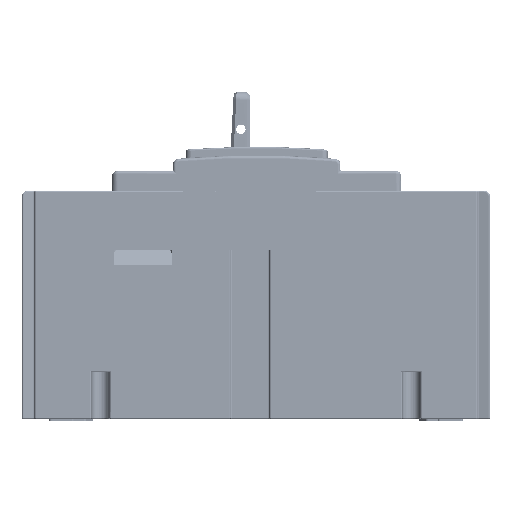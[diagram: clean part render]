
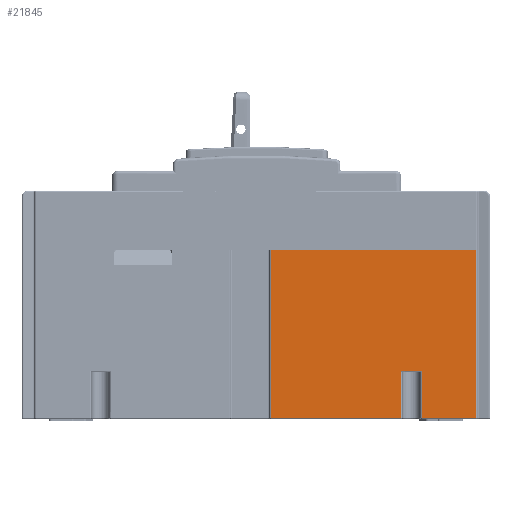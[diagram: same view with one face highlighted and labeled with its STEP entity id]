
A CAD part, left-side view. The second image highlights one B-rep face of the part: STEP entity #21845.
In plain terms, the highlighted planar face has unit normal (-1, 0, 0).
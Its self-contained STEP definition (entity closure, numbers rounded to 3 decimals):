
#1392=LINE('',#106221,#8978);
#1393=LINE('',#106224,#8979);
#1394=LINE('',#106226,#8980);
#1395=LINE('',#106228,#8981);
#1396=LINE('',#106230,#8982);
#1397=LINE('',#106232,#8983);
#1398=LINE('',#106234,#8984);
#1399=LINE('',#106236,#8985);
#8978=VECTOR('',#84329,1.);
#8979=VECTOR('',#84330,1.);
#8980=VECTOR('',#84331,1.);
#8981=VECTOR('',#84332,1.);
#8982=VECTOR('',#84333,1.);
#8983=VECTOR('',#84334,1.);
#8984=VECTOR('',#84335,1.);
#8985=VECTOR('',#84336,1.);
#16100=FACE_OUTER_BOUND('',#29731,.T.);
#21845=ADVANCED_FACE('',(#16100),#25960,.F.);
#25960=PLANE('',#76836);
#29731=EDGE_LOOP('',(#35429,#35430,#35431,#35432,#35433,#35434,#35435,#35436));
#35429=ORIENTED_EDGE('',*,*,#64211,.T.);
#35430=ORIENTED_EDGE('',*,*,#64212,.T.);
#35431=ORIENTED_EDGE('',*,*,#64213,.T.);
#35432=ORIENTED_EDGE('',*,*,#64214,.T.);
#35433=ORIENTED_EDGE('',*,*,#64215,.T.);
#35434=ORIENTED_EDGE('',*,*,#64216,.T.);
#35435=ORIENTED_EDGE('',*,*,#64217,.T.);
#35436=ORIENTED_EDGE('',*,*,#64218,.T.);
#57010=VERTEX_POINT('',#106222);
#57011=VERTEX_POINT('',#106223);
#57012=VERTEX_POINT('',#106225);
#57013=VERTEX_POINT('',#106227);
#57014=VERTEX_POINT('',#106229);
#57015=VERTEX_POINT('',#106231);
#57016=VERTEX_POINT('',#106233);
#57017=VERTEX_POINT('',#106235);
#64211=EDGE_CURVE('',#57010,#57011,#1392,.T.);
#64212=EDGE_CURVE('',#57011,#57012,#1393,.T.);
#64213=EDGE_CURVE('',#57012,#57013,#1394,.T.);
#64214=EDGE_CURVE('',#57013,#57014,#1395,.T.);
#64215=EDGE_CURVE('',#57014,#57015,#1396,.T.);
#64216=EDGE_CURVE('',#57015,#57016,#1397,.T.);
#64217=EDGE_CURVE('',#57016,#57017,#1398,.T.);
#64218=EDGE_CURVE('',#57017,#57010,#1399,.T.);
#76836=AXIS2_PLACEMENT_3D('',#106237,#84337,#84338);
#84329=DIRECTION('',(0.,-1.,0.));
#84330=DIRECTION('',(0.,0.,1.));
#84331=DIRECTION('',(0.,-1.,0.));
#84332=DIRECTION('',(0.,0.,-1.));
#84333=DIRECTION('',(0.,-1.,0.));
#84334=DIRECTION('',(0.,0.,1.));
#84335=DIRECTION('',(0.,1.,0.));
#84336=DIRECTION('',(0.,0.,-1.));
#84337=DIRECTION('',(1.,0.,0.));
#84338=DIRECTION('',(0.,0.,-1.));
#106221=CARTESIAN_POINT('',(183.467,119.95,-39.2));
#106222=CARTESIAN_POINT('',(183.467,165.7,-39.2));
#106223=CARTESIAN_POINT('',(183.467,119.95,-39.2));
#106224=CARTESIAN_POINT('',(183.467,119.95,-17.2));
#106225=CARTESIAN_POINT('',(183.467,119.95,-22.7));
#106226=CARTESIAN_POINT('',(183.467,112.45,-22.7));
#106227=CARTESIAN_POINT('',(183.467,112.45,-22.7));
#106228=CARTESIAN_POINT('',(183.467,112.45,-17.2));
#106229=CARTESIAN_POINT('',(183.467,112.45,-39.2));
#106230=CARTESIAN_POINT('',(183.467,93.5,-39.2));
#106231=CARTESIAN_POINT('',(183.467,93.5,-39.2));
#106232=CARTESIAN_POINT('',(183.467,93.5,22.8));
#106233=CARTESIAN_POINT('',(183.467,93.5,19.8));
#106234=CARTESIAN_POINT('',(183.467,94.5,19.8));
#106235=CARTESIAN_POINT('',(183.467,165.7,19.8));
#106236=CARTESIAN_POINT('',(183.467,165.7,-17.2));
#106237=CARTESIAN_POINT('',(183.467,94.5,-17.2));
